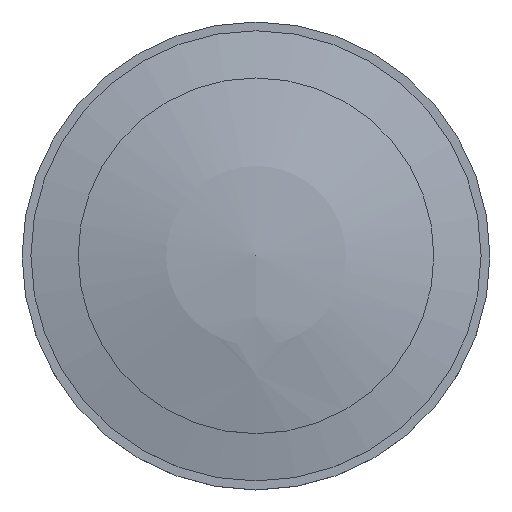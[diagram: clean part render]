
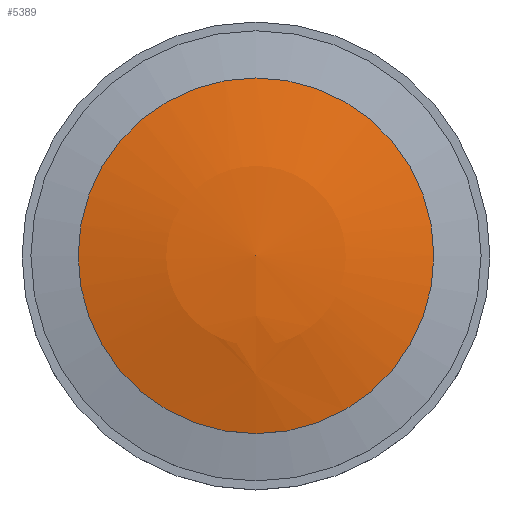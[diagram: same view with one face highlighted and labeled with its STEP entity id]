
A CAD part, top view. The second image highlights one B-rep face of the part: STEP entity #5389.
In plain terms, the highlighted spherical face has radius 40.8 mm.
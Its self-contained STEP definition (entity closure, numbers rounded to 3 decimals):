
#26=SPHERICAL_SURFACE('',#5788,40.8);
#686=FACE_OUTER_BOUND('',#1007,.T.);
#1007=EDGE_LOOP('',(#3967,#3968,#3969,#3970));
#2096=CIRCLE('',#5789,40.8);
#2097=CIRCLE('',#5790,11.025);
#2098=CIRCLE('',#5791,11.025);
#2401=VERTEX_POINT('',#8683);
#2402=VERTEX_POINT('',#8684);
#2403=VERTEX_POINT('',#8686);
#3017=EDGE_CURVE('',#2401,#2402,#2096,.T.);
#3018=EDGE_CURVE('',#2402,#2403,#2097,.T.);
#3019=EDGE_CURVE('',#2403,#2402,#2098,.T.);
#3967=ORIENTED_EDGE('',*,*,#3017,.T.);
#3968=ORIENTED_EDGE('',*,*,#3018,.T.);
#3969=ORIENTED_EDGE('',*,*,#3019,.T.);
#3970=ORIENTED_EDGE('',*,*,#3017,.F.);
#5389=ADVANCED_FACE('',(#686),#26,.T.);
#5788=AXIS2_PLACEMENT_3D('',#8682,#6548,#6549);
#5789=AXIS2_PLACEMENT_3D('',#8685,#6550,#6551);
#5790=AXIS2_PLACEMENT_3D('',#8687,#6552,#6553);
#5791=AXIS2_PLACEMENT_3D('',#8688,#6554,#6555);
#6548=DIRECTION('center_axis',(0.,0.,
1.));
#6549=DIRECTION('ref_axis',(0.,1.,0.));
#6550=DIRECTION('center_axis',(1.,0.,0.));
#6551=DIRECTION('ref_axis',(0.,-1.,0.));
#6552=DIRECTION('center_axis',(0.,0.,
1.));
#6553=DIRECTION('ref_axis',(0.,-1.,0.));
#6554=DIRECTION('center_axis',(0.,0.,
1.));
#6555=DIRECTION('ref_axis',(0.,-1.,0.));
#8682=CARTESIAN_POINT('Origin',(0.,0.,
-29.986));
#8683=CARTESIAN_POINT('',(0.,0.,10.814));
#8684=CARTESIAN_POINT('',(0.,-11.025,9.296));
#8685=CARTESIAN_POINT('Origin',(0.,0.,
-29.986));
#8686=CARTESIAN_POINT('',(0.,11.025,9.296));
#8687=CARTESIAN_POINT('Origin',(0.,0.,
9.296));
#8688=CARTESIAN_POINT('Origin',(0.,0.,
9.296));
